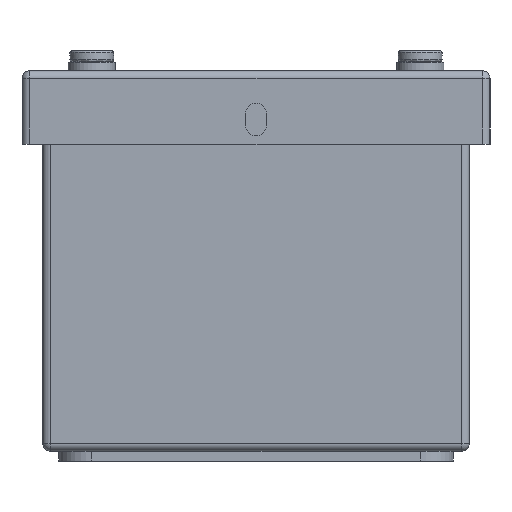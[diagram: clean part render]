
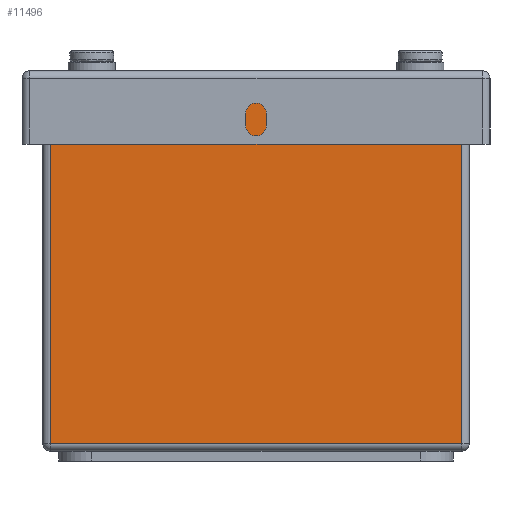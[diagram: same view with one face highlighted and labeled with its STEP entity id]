
A CAD part, left-side view. The second image highlights one B-rep face of the part: STEP entity #11496.
In plain terms, the highlighted planar face has unit normal (-1, 0, 0).
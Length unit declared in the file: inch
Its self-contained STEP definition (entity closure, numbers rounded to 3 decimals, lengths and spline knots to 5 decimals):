
#119 = DIRECTION ( 'NONE',  ( 0., 0., 1. ) ) ;
#1068 = LINE ( 'NONE', #10280, #26106 ) ;
#1716 = LINE ( 'NONE', #28639, #25969 ) ;
#3484 = LINE ( 'NONE', #26470, #10640 ) ;
#3974 = ORIENTED_EDGE ( 'NONE', *, *, #16401, .T. ) ;
#4696 = DIRECTION ( 'NONE',  ( 0., -1., 0. ) ) ;
#4832 = CARTESIAN_POINT ( 'NONE',  ( 0., 3.25, 2.75 ) ) ;
#4987 = DIRECTION ( 'NONE',  ( 1., 0., 0. ) ) ;
#5630 = CARTESIAN_POINT ( 'NONE',  ( 0., 0.06, 2.69 ) ) ;
#5930 = PLANE ( 'NONE',  #21844 ) ;
#8205 = FACE_OUTER_BOUND ( 'NONE', #10478, .T. ) ;
#9948 = VECTOR ( 'NONE', #4696, 39.37008 ) ;
#10280 = CARTESIAN_POINT ( 'NONE',  ( 0., 3.19, 2.75 ) ) ;
#10478 = EDGE_LOOP ( 'NONE', ( #12064, #3974, #12111, #18462 ) ) ;
#10640 = VECTOR ( 'NONE', #28549, 39.37008 ) ;
#11496 = ADVANCED_FACE ( 'NONE', ( #8205 ), #5930, .F. ) ;
#12064 = ORIENTED_EDGE ( 'NONE', *, *, #21482, .T. ) ;
#12111 = ORIENTED_EDGE ( 'NONE', *, *, #24626, .T. ) ;
#12731 = DIRECTION ( 'NONE',  ( 0., 0., 1. ) ) ;
#12937 = VERTEX_POINT ( 'NONE', #5630 ) ;
#15754 = CARTESIAN_POINT ( 'NONE',  ( 0., 3.19, 2.69 ) ) ;
#16077 = LINE ( 'NONE', #25241, #9948 ) ;
#16401 = EDGE_CURVE ( 'NONE', #23031, #22794, #1068, .T. ) ;
#16950 = EDGE_CURVE ( 'NONE', #28734, #12937, #1716, .T. ) ;
#18462 = ORIENTED_EDGE ( 'NONE', *, *, #16950, .T. ) ;
#21482 = EDGE_CURVE ( 'NONE', #12937, #23031, #3484, .T. ) ;
#21844 = AXIS2_PLACEMENT_3D ( 'NONE', #4832, #4987, #119 ) ;
#22794 = VERTEX_POINT ( 'NONE', #25563 ) ;
#23031 = VERTEX_POINT ( 'NONE', #15754 ) ;
#23215 = CARTESIAN_POINT ( 'NONE',  ( 0., 0.06, 0.06 ) ) ;
#24063 = DIRECTION ( 'NONE',  ( 0., 0., -1. ) ) ;
#24626 = EDGE_CURVE ( 'NONE', #22794, #28734, #16077, .T. ) ;
#25241 = CARTESIAN_POINT ( 'NONE',  ( 0., 3.25, 0.06 ) ) ;
#25563 = CARTESIAN_POINT ( 'NONE',  ( 0., 3.19, 0.06 ) ) ;
#25969 = VECTOR ( 'NONE', #12731, 39.37008 ) ;
#26106 = VECTOR ( 'NONE', #24063, 39.37008 ) ;
#26470 = CARTESIAN_POINT ( 'NONE',  ( 0., 3.25, 2.69 ) ) ;
#28549 = DIRECTION ( 'NONE',  ( 0., 1., 0. ) ) ;
#28639 = CARTESIAN_POINT ( 'NONE',  ( 0., 0.06, 2.75 ) ) ;
#28734 = VERTEX_POINT ( 'NONE', #23215 ) ;
